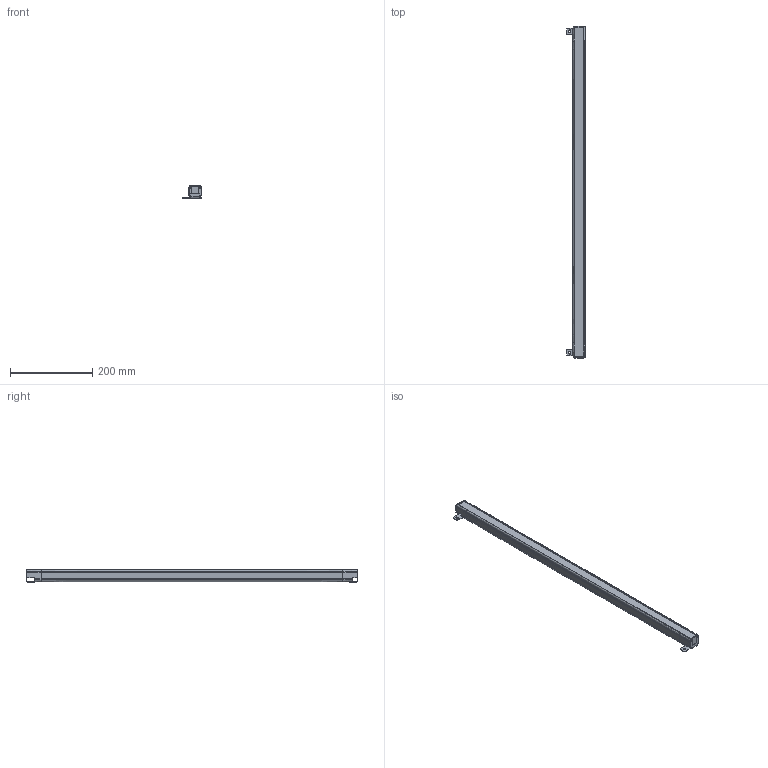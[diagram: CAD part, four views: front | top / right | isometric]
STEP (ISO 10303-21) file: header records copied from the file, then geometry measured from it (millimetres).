
FILE_DESCRIPTION(/* description */ (''),/* implementation_level */ '2;1');
FILE_NAME(/* name */ '2040(30X30).stp',/* time_stamp */ '2018-11-12T09:24:10+08:00',/* author */ (''),/* organization */ (''),/* preprocessor_version */ 'ST-DEVELOPER v16',/* originating_system */ 'SIEMENS PLM Software NX 10.0',/* authorisation */ '');
FILE_SCHEMA (('AP203_CONFIGURATION_CONTROLLED_3D_DESIGN_OF_MECHANICAL_PARTS_AND_ASSEMBLIES_MIM_LF { 1 0 10303 403 2 1 2}'));
Length unit declared in the file: millimetre
Products named in the file (1): Admi0F90EDA9229i
Bounding box: 44.89 x 808.4 x 31.39 mm (x, y, z)
Volume: 250043.4 mm3; surface area: 267030.8 mm2
Topology: 6 solids, 6 shells, 441 faces, 1311 edges, 871 vertices
Faces by surface type: plane 256, cylinder 132, cone 32, bspline 14, extrusion 7
Full cylindrical faces by diameter (mm): 1.5 x2, 3.2 x8, 3.5 x8
Entity records: 15682 total; most frequent: CARTESIAN_POINT 3875, ORIENTED_EDGE 2528, DIRECTION 2314, EDGE_CURVE 1264, VECTOR 856, VERTEX_POINT 855, LINE 849, AXIS2_PLACEMENT_3D 729
